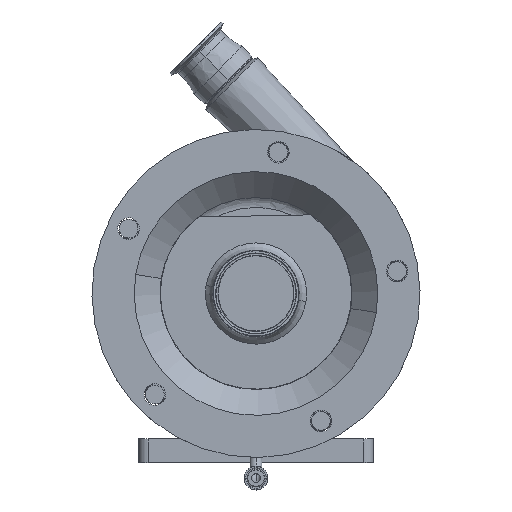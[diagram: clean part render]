
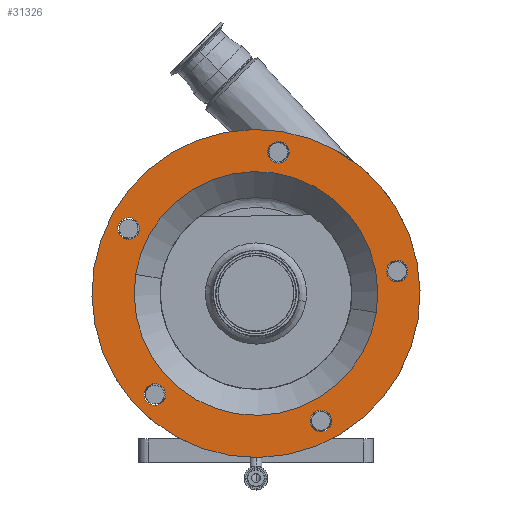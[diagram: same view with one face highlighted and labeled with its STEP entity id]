
A CAD part, top view. The second image highlights one B-rep face of the part: STEP entity #31326.
In plain terms, the highlighted planar face has unit normal (0, 0, 1).
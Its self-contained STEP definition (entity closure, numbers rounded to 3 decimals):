
#1644 = VERTEX_POINT ( 'NONE', #23268 ) ;
#1849 = VERTEX_POINT ( 'NONE', #23342 ) ;
#2256 = EDGE_CURVE ( 'NONE', #1644, #1849, #23350, .T. ) ;
#2763 = CIRCLE ( 'NONE', #2813, 11.5 ) ;
#2785 = DIRECTION ( 'NONE',  ( 0.988, -0.156, 0. ) ) ;
#2786 = DIRECTION ( 'NONE',  ( 0., 0., 1. ) ) ;
#2812 = CARTESIAN_POINT ( 'NONE',  ( -107.834, -107.834, 224.65 ) ) ;
#2813 = AXIS2_PLACEMENT_3D ( 'NONE', #2812, #2786, #2785 ) ;
#4758 = CIRCLE ( 'NONE', #4810, 11.5 ) ;
#4807 = DIRECTION ( 'NONE',  ( 0.988, -0.156, 0. ) ) ;
#4808 = DIRECTION ( 'NONE',  ( 0., 0., 1. ) ) ;
#4809 = CARTESIAN_POINT ( 'NONE',  ( 69.234, -135.878, 224.65 ) ) ;
#4810 = AXIS2_PLACEMENT_3D ( 'NONE', #4809, #4808, #4807 ) ;
#4828 = EDGE_CURVE ( 'NONE', #11682, #11696, #24532, .T. ) ;
#6414 = CARTESIAN_POINT ( 'NONE',  ( 12.498, 152.421, 224.65 ) ) ;
#6595 = VERTEX_POINT ( 'NONE', #25277 ) ;
#7037 = CIRCLE ( 'NONE', #7055, 11.5 ) ;
#7052 = DIRECTION ( 'NONE',  ( 0.988, -0.156, 0. ) ) ;
#7053 = DIRECTION ( 'NONE',  ( 0., 0., 1. ) ) ;
#7054 = CARTESIAN_POINT ( 'NONE',  ( 23.856, 150.622, 224.65 ) ) ;
#7055 = AXIS2_PLACEMENT_3D ( 'NONE', #7054, #7053, #7052 ) ;
#7166 = CARTESIAN_POINT ( 'NONE',  ( 35.215, 148.823, 224.65 ) ) ;
#7174 = CARTESIAN_POINT ( 'NONE',  ( 172.845, -27.376, 224.65 ) ) ;
#7269 = CARTESIAN_POINT ( 'NONE',  ( -172.845, 27.376, 224.65 ) ) ;
#8175 = VERTEX_POINT ( 'NONE', #25623 ) ;
#8345 = EDGE_CURVE ( 'NONE', #6595, #8175, #26078, .T. ) ;
#9450 = VERTEX_POINT ( 'NONE', #34047 ) ;
#9730 = VERTEX_POINT ( 'NONE', #34685 ) ;
#9734 = EDGE_CURVE ( 'NONE', #9730, #9735, #34727, .T. ) ;
#9735 = VERTEX_POINT ( 'NONE', #34724 ) ;
#10120 = EDGE_CURVE ( 'NONE', #10125, #10164, #36275, .T. ) ;
#10125 = VERTEX_POINT ( 'NONE', #36283 ) ;
#10142 = EDGE_CURVE ( 'NONE', #9450, #10151, #36362, .T. ) ;
#10151 = VERTEX_POINT ( 'NONE', #36438 ) ;
#10164 = VERTEX_POINT ( 'NONE', #36643 ) ;
#10925 = EDGE_CURVE ( 'NONE', #10164, #10125, #2763, .T. ) ;
#11146 = EDGE_CURVE ( 'NONE', #9735, #9730, #4758, .T. ) ;
#11499 = VERTEX_POINT ( 'NONE', #6414 ) ;
#11621 = EDGE_CURVE ( 'NONE', #11499, #11635, #7037, .T. ) ;
#11635 = VERTEX_POINT ( 'NONE', #7166 ) ;
#11682 = VERTEX_POINT ( 'NONE', #7174 ) ;
#11696 = VERTEX_POINT ( 'NONE', #7269 ) ;
#12839 = EDGE_CURVE ( 'NONE', #11635, #11499, #28136, .T. ) ;
#12884 = EDGE_CURVE ( 'NONE', #11696, #11682, #28187, .T. ) ;
#13533 = EDGE_LOOP ( 'NONE', ( #13554, #13821 ) ) ;
#13554 = ORIENTED_EDGE ( 'NONE', *, *, #13642, .F. ) ;
#13555 = ORIENTED_EDGE ( 'NONE', *, *, #15145, .F. ) ;
#13587 = EDGE_LOOP ( 'NONE', ( #13819, #15565 ) ) ;
#13607 = ORIENTED_EDGE ( 'NONE', *, *, #9734, .F. ) ;
#13642 = EDGE_CURVE ( 'NONE', #10151, #9450, #15361, .T. ) ;
#13672 = EDGE_LOOP ( 'NONE', ( #13820, #17494 ) ) ;
#13819 = ORIENTED_EDGE ( 'NONE', *, *, #12839, .F. ) ;
#13820 = ORIENTED_EDGE ( 'NONE', *, *, #4828, .T. ) ;
#13821 = ORIENTED_EDGE ( 'NONE', *, *, #10142, .F. ) ;
#15145 = EDGE_CURVE ( 'NONE', #8175, #6595, #16167, .T. ) ;
#15356 = DIRECTION ( 'NONE',  ( 0.988, -0.156, 0. ) ) ;
#15357 = DIRECTION ( 'NONE',  ( 0., 0., 1. ) ) ;
#15361 = CIRCLE ( 'NONE', #15374, 11.5 ) ;
#15374 = AXIS2_PLACEMENT_3D ( 'NONE', #15380, #15357, #15356 ) ;
#15380 = CARTESIAN_POINT ( 'NONE',  ( 150.622, 23.856, 224.65 ) ) ;
#15565 = ORIENTED_EDGE ( 'NONE', *, *, #11621, .F. ) ;
#16167 = CIRCLE ( 'NONE', #16247, 130. ) ;
#16184 = CARTESIAN_POINT ( 'NONE',  ( 0., 0., 224.65 ) ) ;
#16245 = DIRECTION ( 'NONE',  ( 0.988, -0.156, 0. ) ) ;
#16246 = DIRECTION ( 'NONE',  ( 0., 0., 1. ) ) ;
#16247 = AXIS2_PLACEMENT_3D ( 'NONE', #16184, #16246, #16245 ) ;
#17494 = ORIENTED_EDGE ( 'NONE', *, *, #12884, .T. ) ;
#17787 = EDGE_LOOP ( 'NONE', ( #13555, #20306 ) ) ;
#18410 = DIRECTION ( 'NONE',  ( 0.988, -0.156, 0. ) ) ;
#18411 = DIRECTION ( 'NONE',  ( 0., 0., 1. ) ) ;
#18412 = CARTESIAN_POINT ( 'NONE',  ( -135.878, 69.234, 224.65 ) ) ;
#18413 = AXIS2_PLACEMENT_3D ( 'NONE', #18412, #18411, #18410 ) ;
#18419 = CIRCLE ( 'NONE', #18413, 11.5 ) ;
#19899 = EDGE_LOOP ( 'NONE', ( #31327, #31070 ) ) ;
#20276 = ORIENTED_EDGE ( 'NONE', *, *, #11146, .F. ) ;
#20306 = ORIENTED_EDGE ( 'NONE', *, *, #8345, .F. ) ;
#20325 = EDGE_CURVE ( 'NONE', #1849, #1644, #18419, .T. ) ;
#23268 = CARTESIAN_POINT ( 'NONE',  ( -147.237, 71.033, 224.65 ) ) ;
#23319 = CARTESIAN_POINT ( 'NONE',  ( -135.878, 69.234, 224.65 ) ) ;
#23326 = AXIS2_PLACEMENT_3D ( 'NONE', #23319, #23414, #23407 ) ;
#23342 = CARTESIAN_POINT ( 'NONE',  ( -124.52, 67.435, 224.65 ) ) ;
#23350 = CIRCLE ( 'NONE', #23326, 11.5 ) ;
#23368 = FACE_BOUND ( 'NONE', #31266, .T. ) ;
#23369 = CARTESIAN_POINT ( 'NONE',  ( 27.376, 172.845, 224.65 ) ) ;
#23407 = DIRECTION ( 'NONE',  ( 0.988, -0.156, 0. ) ) ;
#23414 = DIRECTION ( 'NONE',  ( 0., 0., 1. ) ) ;
#23438 = DIRECTION ( 'NONE',  ( -0.988, 0.156, 0. ) ) ;
#23439 = DIRECTION ( 'NONE',  ( 0., 0., -1. ) ) ;
#23446 = FACE_BOUND ( 'NONE', #17787, .T. ) ;
#23447 = FACE_BOUND ( 'NONE', #13587, .T. ) ;
#23448 = FACE_BOUND ( 'NONE', #13533, .T. ) ;
#23449 = AXIS2_PLACEMENT_3D ( 'NONE', #23369, #23439, #23438 ) ;
#23453 = FACE_OUTER_BOUND ( 'NONE', #13672, .T. ) ;
#23461 = FACE_BOUND ( 'NONE', #19899, .T. ) ;
#23467 = PLANE ( 'NONE',  #23449 ) ;
#23469 = FACE_BOUND ( 'NONE', #31245, .T. ) ;
#24466 = DIRECTION ( 'NONE',  ( 0.988, -0.156, 0. ) ) ;
#24467 = DIRECTION ( 'NONE',  ( 0., 0., 1. ) ) ;
#24468 = CARTESIAN_POINT ( 'NONE',  ( 0., 0., 224.65 ) ) ;
#24469 = AXIS2_PLACEMENT_3D ( 'NONE', #24468, #24467, #24466 ) ;
#24532 = CIRCLE ( 'NONE', #24469, 175. ) ;
#25277 = CARTESIAN_POINT ( 'NONE',  ( -128.399, 20.336, 224.65 ) ) ;
#25623 = CARTESIAN_POINT ( 'NONE',  ( 128.399, -20.336, 224.65 ) ) ;
#26078 = CIRCLE ( 'NONE', #26108, 130. ) ;
#26079 = DIRECTION ( 'NONE',  ( 0., 0., 1. ) ) ;
#26097 = CARTESIAN_POINT ( 'NONE',  ( 0., 0., 224.65 ) ) ;
#26108 = AXIS2_PLACEMENT_3D ( 'NONE', #26097, #26079, #26125 ) ;
#26125 = DIRECTION ( 'NONE',  ( 0.988, -0.156, 0. ) ) ;
#28128 = DIRECTION ( 'NONE',  ( 0.988, -0.156, 0. ) ) ;
#28129 = DIRECTION ( 'NONE',  ( 0., 0., 1. ) ) ;
#28130 = CARTESIAN_POINT ( 'NONE',  ( 23.856, 150.622, 224.65 ) ) ;
#28131 = AXIS2_PLACEMENT_3D ( 'NONE', #28130, #28129, #28128 ) ;
#28136 = CIRCLE ( 'NONE', #28131, 11.5 ) ;
#28180 = DIRECTION ( 'NONE',  ( 0.988, -0.156, 0. ) ) ;
#28181 = DIRECTION ( 'NONE',  ( 0., 0., 1. ) ) ;
#28182 = CARTESIAN_POINT ( 'NONE',  ( 0., 0., 224.65 ) ) ;
#28187 = CIRCLE ( 'NONE', #28196, 175. ) ;
#28196 = AXIS2_PLACEMENT_3D ( 'NONE', #28182, #28181, #28180 ) ;
#31070 = ORIENTED_EDGE ( 'NONE', *, *, #2256, .F. ) ;
#31245 = EDGE_LOOP ( 'NONE', ( #20276, #13607 ) ) ;
#31266 = EDGE_LOOP ( 'NONE', ( #31328, #31324 ) ) ;
#31324 = ORIENTED_EDGE ( 'NONE', *, *, #10120, .F. ) ;
#31326 = ADVANCED_FACE ( 'NONE', ( #23461, #23368, #23469, #23448, #23447, #23453, #23446 ), #23467, .F. ) ;
#31327 = ORIENTED_EDGE ( 'NONE', *, *, #20325, .F. ) ;
#31328 = ORIENTED_EDGE ( 'NONE', *, *, #10925, .F. ) ;
#34047 = CARTESIAN_POINT ( 'NONE',  ( 139.264, 25.655, 224.65 ) ) ;
#34685 = CARTESIAN_POINT ( 'NONE',  ( 57.875, -134.079, 224.65 ) ) ;
#34720 = DIRECTION ( 'NONE',  ( 0.988, -0.156, 0. ) ) ;
#34721 = DIRECTION ( 'NONE',  ( 0., 0., 1. ) ) ;
#34722 = CARTESIAN_POINT ( 'NONE',  ( 69.234, -135.878, 224.65 ) ) ;
#34723 = AXIS2_PLACEMENT_3D ( 'NONE', #34722, #34721, #34720 ) ;
#34724 = CARTESIAN_POINT ( 'NONE',  ( 80.592, -137.677, 224.65 ) ) ;
#34727 = CIRCLE ( 'NONE', #34723, 11.5 ) ;
#36275 = CIRCLE ( 'NONE', #36277, 11.5 ) ;
#36277 = AXIS2_PLACEMENT_3D ( 'NONE', #36350, #36349, #36348 ) ;
#36283 = CARTESIAN_POINT ( 'NONE',  ( -119.192, -106.035, 224.65 ) ) ;
#36348 = DIRECTION ( 'NONE',  ( 0.988, -0.156, 0. ) ) ;
#36349 = DIRECTION ( 'NONE',  ( 0., 0., 1. ) ) ;
#36350 = CARTESIAN_POINT ( 'NONE',  ( -107.834, -107.834, 224.65 ) ) ;
#36357 = DIRECTION ( 'NONE',  ( 0.988, -0.156, 0. ) ) ;
#36358 = DIRECTION ( 'NONE',  ( 0., 0., 1. ) ) ;
#36360 = CARTESIAN_POINT ( 'NONE',  ( 150.622, 23.856, 224.65 ) ) ;
#36362 = CIRCLE ( 'NONE', #36366, 11.5 ) ;
#36366 = AXIS2_PLACEMENT_3D ( 'NONE', #36360, #36358, #36357 ) ;
#36438 = CARTESIAN_POINT ( 'NONE',  ( 161.981, 22.057, 224.65 ) ) ;
#36643 = CARTESIAN_POINT ( 'NONE',  ( -96.475, -109.633, 224.65 ) ) ;
